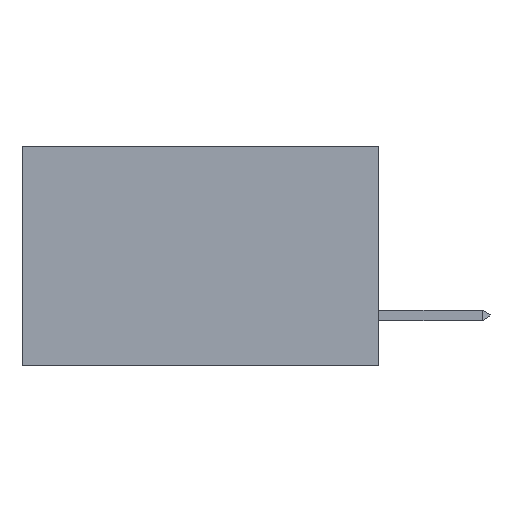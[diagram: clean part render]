
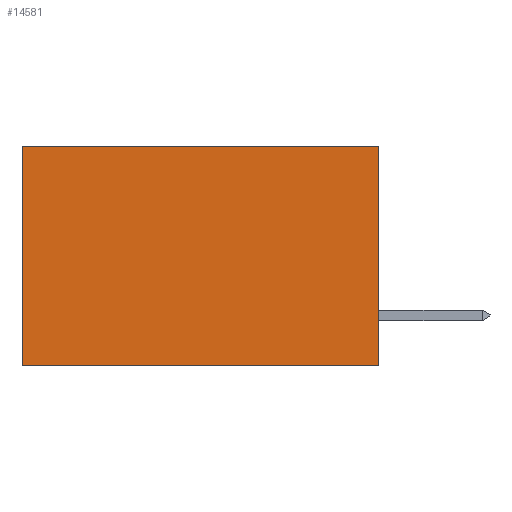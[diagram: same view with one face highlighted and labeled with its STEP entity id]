
A CAD part, left-side view. The second image highlights one B-rep face of the part: STEP entity #14581.
In plain terms, the highlighted planar face has unit normal (-1, 0, 0).
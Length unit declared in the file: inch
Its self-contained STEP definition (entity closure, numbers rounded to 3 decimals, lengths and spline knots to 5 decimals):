
#803 = LINE ( 'NONE', #11347, #14632 ) ;
#1364 = EDGE_LOOP ( 'NONE', ( #13795, #4466, #17042, #18888 ) ) ;
#1589 = VERTEX_POINT ( 'NONE', #11701 ) ;
#2921 = VECTOR ( 'NONE', #14761, 39.37008 ) ;
#4010 = CARTESIAN_POINT ( 'NONE',  ( 0.298, 0., 0. ) ) ;
#4427 = DIRECTION ( 'NONE',  ( 0., 0., -1. ) ) ;
#4466 = ORIENTED_EDGE ( 'NONE', *, *, #8679, .F. ) ;
#4845 = EDGE_CURVE ( 'NONE', #6114, #11651, #803, .T. ) ;
#4950 = VECTOR ( 'NONE', #10422, 39.37008 ) ;
#5682 = FACE_OUTER_BOUND ( 'NONE', #1364, .T. ) ;
#5689 = CARTESIAN_POINT ( 'NONE',  ( 0.298, 0., -0.37 ) ) ;
#6004 = EDGE_CURVE ( 'NONE', #1589, #13814, #8063, .T. ) ;
#6114 = VERTEX_POINT ( 'NONE', #14175 ) ;
#6651 = EDGE_CURVE ( 'NONE', #6114, #1589, #19359, .T. ) ;
#7190 = CARTESIAN_POINT ( 'NONE',  ( 0.298, 0.6, 0. ) ) ;
#8063 = LINE ( 'NONE', #7190, #4950 ) ;
#8679 = EDGE_CURVE ( 'NONE', #11651, #13814, #17164, .T. ) ;
#8939 = CARTESIAN_POINT ( 'NONE',  ( 0.298, 0., -0.37 ) ) ;
#10422 = DIRECTION ( 'NONE',  ( 0., 0., -1. ) ) ;
#10473 = AXIS2_PLACEMENT_3D ( 'NONE', #12202, #10728, #4427 ) ;
#10728 = DIRECTION ( 'NONE',  ( 1., 0., 0. ) ) ;
#11347 = CARTESIAN_POINT ( 'NONE',  ( 0.298, 0., 0. ) ) ;
#11651 = VERTEX_POINT ( 'NONE', #5689 ) ;
#11701 = CARTESIAN_POINT ( 'NONE',  ( 0.298, 0.6, 0. ) ) ;
#12202 = CARTESIAN_POINT ( 'NONE',  ( 0.298, 0., 0. ) ) ;
#12820 = DIRECTION ( 'NONE',  ( 0., 0., -1. ) ) ;
#13795 = ORIENTED_EDGE ( 'NONE', *, *, #6004, .T. ) ;
#13803 = VECTOR ( 'NONE', #19519, 39.37008 ) ;
#13814 = VERTEX_POINT ( 'NONE', #19594 ) ;
#14175 = CARTESIAN_POINT ( 'NONE',  ( 0.298, 0., 0. ) ) ;
#14581 = ADVANCED_FACE ( 'NONE', ( #5682 ), #19635, .F. ) ;
#14632 = VECTOR ( 'NONE', #12820, 39.37008 ) ;
#14761 = DIRECTION ( 'NONE',  ( 0., 1., 0. ) ) ;
#17042 = ORIENTED_EDGE ( 'NONE', *, *, #4845, .F. ) ;
#17164 = LINE ( 'NONE', #8939, #13803 ) ;
#18888 = ORIENTED_EDGE ( 'NONE', *, *, #6651, .T. ) ;
#19359 = LINE ( 'NONE', #4010, #2921 ) ;
#19519 = DIRECTION ( 'NONE',  ( 0., 1., 0. ) ) ;
#19594 = CARTESIAN_POINT ( 'NONE',  ( 0.298, 0.6, -0.37 ) ) ;
#19635 = PLANE ( 'NONE',  #10473 ) ;
